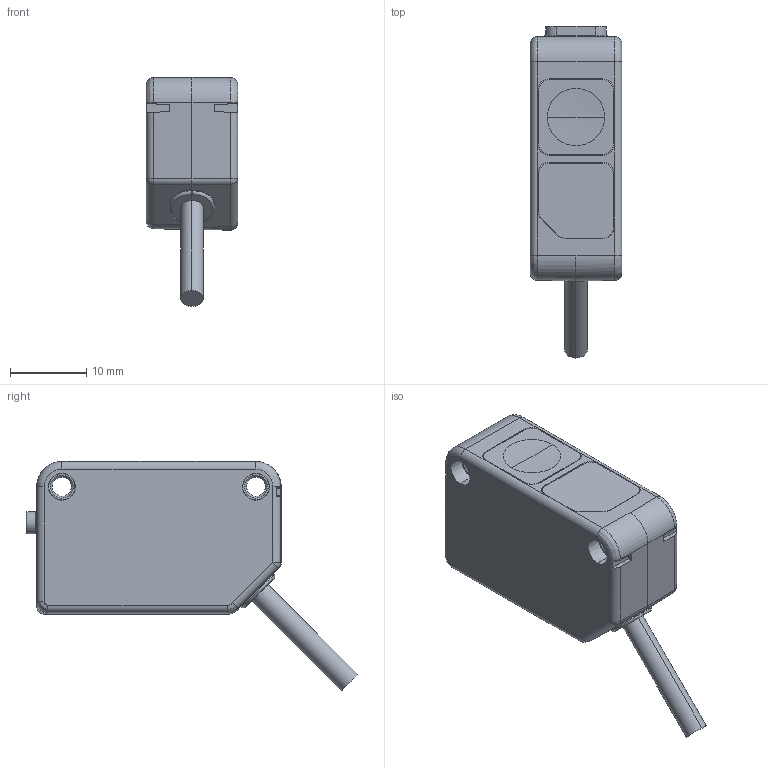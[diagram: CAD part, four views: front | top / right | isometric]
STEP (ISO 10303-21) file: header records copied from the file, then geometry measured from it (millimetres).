
FILE_DESCRIPTION((''),'2;1');
FILE_NAME('136040_SW','2007-12-20T',('banengservice'),('BANNER ENGINEERING'),'PRO/ENGINEER BY PARAMETRIC TECHNOLOGY CORPORATION, 2006170','PRO/ENGINEER BY PARAMETRIC TECHNOLOGY CORPORATION, 2006170','');
FILE_SCHEMA(('CONFIG_CONTROL_DESIGN'));
Length unit declared in the file: inch
Products named in the file (1): 136040_SW
Bounding box: 12 x 43.41 x 29.98 mm (x, y, z)
Volume: 3409.1 mm3; surface area: 5336.9 mm2
Topology: 1 solids, 1 shells, 598 faces, 1434 edges, 851 vertices
Faces by surface type: plane 221, cylinder 154, bspline 95, cone 73, sphere 28, torus 23, revolution 4
Entity records: 23153 total; most frequent: CARTESIAN_POINT 10151, ORIENTED_EDGE 2856, DIRECTION 2452, EDGE_CURVE 1428, AXIS2_PLACEMENT_3D 864, VERTEX_POINT 851, VECTOR 720, LINE 720
